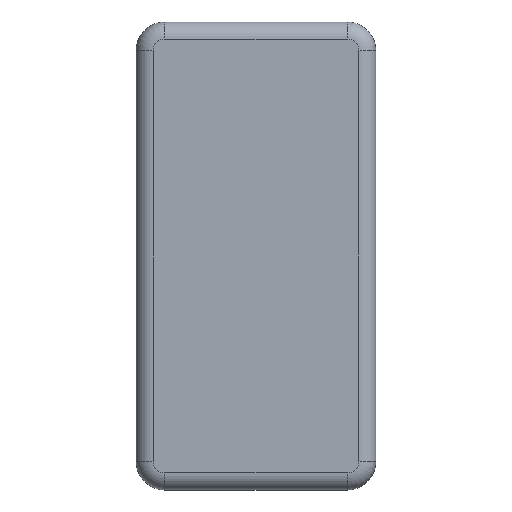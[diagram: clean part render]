
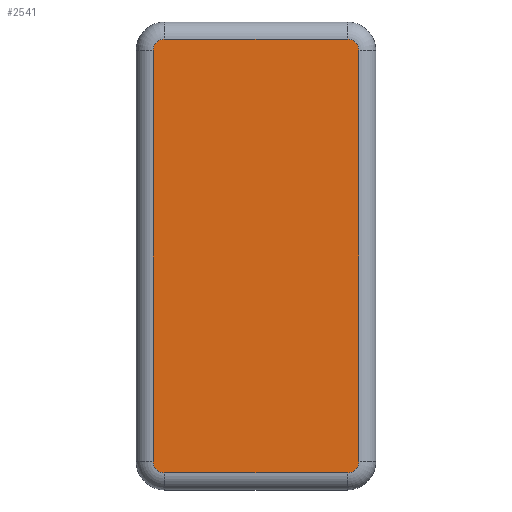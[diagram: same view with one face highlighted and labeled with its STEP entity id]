
A CAD part, left-side view. The second image highlights one B-rep face of the part: STEP entity #2541.
In plain terms, the highlighted planar face has unit normal (-1, 0, 0).
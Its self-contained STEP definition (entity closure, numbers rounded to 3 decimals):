
#82 = PLANE ( 'NONE',  #2320 ) ;
#85 = VERTEX_POINT ( 'NONE', #2510 ) ;
#111 = FACE_OUTER_BOUND ( 'NONE', #1095, .T. ) ;
#135 = AXIS2_PLACEMENT_3D ( 'NONE', #1228, #2516, #1015 ) ;
#151 = VERTEX_POINT ( 'NONE', #2432 ) ;
#217 = CARTESIAN_POINT ( 'NONE',  ( 0., 9., -18. ) ) ;
#220 = EDGE_CURVE ( 'NONE', #435, #2009, #2397, .T. ) ;
#233 = CARTESIAN_POINT ( 'NONE',  ( 0., -8., 19. ) ) ;
#258 = ORIENTED_EDGE ( 'NONE', *, *, #305, .T. ) ;
#262 = DIRECTION ( 'NONE',  ( 0., -1., 0. ) ) ;
#305 = EDGE_CURVE ( 'NONE', #562, #896, #2309, .T. ) ;
#435 = VERTEX_POINT ( 'NONE', #217 ) ;
#436 = EDGE_CURVE ( 'NONE', #1853, #562, #2375, .T. ) ;
#451 = EDGE_CURVE ( 'NONE', #2009, #85, #1893, .T. ) ;
#496 = CARTESIAN_POINT ( 'NONE',  ( 0., -8., 19. ) ) ;
#510 = CARTESIAN_POINT ( 'NONE',  ( 0., -8., -18. ) ) ;
#562 = VERTEX_POINT ( 'NONE', #876 ) ;
#566 = EDGE_CURVE ( 'NONE', #896, #435, #2427, .T. ) ;
#645 = VECTOR ( 'NONE', #2387, 1000. ) ;
#673 = CARTESIAN_POINT ( 'NONE',  ( 0., -8., -19. ) ) ;
#702 = LINE ( 'NONE', #1263, #645 ) ;
#758 = ORIENTED_EDGE ( 'NONE', *, *, #2447, .T. ) ;
#876 = CARTESIAN_POINT ( 'NONE',  ( 0., 8., 19. ) ) ;
#896 = VERTEX_POINT ( 'NONE', #1494 ) ;
#956 = DIRECTION ( 'NONE',  ( 1., 0., 0. ) ) ;
#1015 = DIRECTION ( 'NONE',  ( 0., 0., -1. ) ) ;
#1022 = VECTOR ( 'NONE', #1282, 1000. ) ;
#1095 = EDGE_LOOP ( 'NONE', ( #1485, #1301, #758, #1631, #258, #2352, #2615, #1289 ) ) ;
#1192 = DIRECTION ( 'NONE',  ( 0., 0., -1. ) ) ;
#1228 = CARTESIAN_POINT ( 'NONE',  ( 0., 8., 18. ) ) ;
#1263 = CARTESIAN_POINT ( 'NONE',  ( 0., -9., 18. ) ) ;
#1282 = DIRECTION ( 'NONE',  ( 0., 1., 0. ) ) ;
#1289 = ORIENTED_EDGE ( 'NONE', *, *, #451, .T. ) ;
#1301 = ORIENTED_EDGE ( 'NONE', *, *, #2345, .T. ) ;
#1345 = VECTOR ( 'NONE', #262, 1000. ) ;
#1367 = CARTESIAN_POINT ( 'NONE',  ( 0., 9., 18. ) ) ;
#1369 = DIRECTION ( 'NONE',  ( -1., 0., 0. ) ) ;
#1411 = DIRECTION ( 'NONE',  ( -1., 0., 0. ) ) ;
#1413 = DIRECTION ( 'NONE',  ( -1., 0., 0. ) ) ;
#1485 = ORIENTED_EDGE ( 'NONE', *, *, #1885, .T. ) ;
#1494 = CARTESIAN_POINT ( 'NONE',  ( 0., 9., 18. ) ) ;
#1527 = AXIS2_PLACEMENT_3D ( 'NONE', #510, #1411, #1192 ) ;
#1554 = AXIS2_PLACEMENT_3D ( 'NONE', #1570, #1413, #1755 ) ;
#1570 = CARTESIAN_POINT ( 'NONE',  ( 0., 8., -18. ) ) ;
#1609 = CIRCLE ( 'NONE', #1527, 1. ) ;
#1613 = CIRCLE ( 'NONE', #2705, 1. ) ;
#1624 = CARTESIAN_POINT ( 'NONE',  ( 0., 8., -19. ) ) ;
#1631 = ORIENTED_EDGE ( 'NONE', *, *, #436, .T. ) ;
#1746 = VECTOR ( 'NONE', #2171, 1000. ) ;
#1755 = DIRECTION ( 'NONE',  ( 0., 0., -1. ) ) ;
#1793 = DIRECTION ( 'NONE',  ( 0., 0., -1. ) ) ;
#1853 = VERTEX_POINT ( 'NONE', #496 ) ;
#1885 = EDGE_CURVE ( 'NONE', #85, #2438, #1609, .T. ) ;
#1893 = LINE ( 'NONE', #673, #1345 ) ;
#2009 = VERTEX_POINT ( 'NONE', #1624 ) ;
#2031 = CARTESIAN_POINT ( 'NONE',  ( 0., -8., 18. ) ) ;
#2171 = DIRECTION ( 'NONE',  ( 0., 0., -1. ) ) ;
#2202 = CARTESIAN_POINT ( 'NONE',  ( 0., -8., 18. ) ) ;
#2257 = DIRECTION ( 'NONE',  ( 0., 0., -1. ) ) ;
#2309 = CIRCLE ( 'NONE', #135, 1. ) ;
#2320 = AXIS2_PLACEMENT_3D ( 'NONE', #2031, #956, #1793 ) ;
#2345 = EDGE_CURVE ( 'NONE', #2438, #151, #702, .T. ) ;
#2352 = ORIENTED_EDGE ( 'NONE', *, *, #566, .T. ) ;
#2375 = LINE ( 'NONE', #233, #1022 ) ;
#2387 = DIRECTION ( 'NONE',  ( 0., 0., 1. ) ) ;
#2397 = CIRCLE ( 'NONE', #1554, 1. ) ;
#2427 = LINE ( 'NONE', #1367, #1746 ) ;
#2432 = CARTESIAN_POINT ( 'NONE',  ( 0., -9., 18. ) ) ;
#2438 = VERTEX_POINT ( 'NONE', #2646 ) ;
#2447 = EDGE_CURVE ( 'NONE', #151, #1853, #1613, .T. ) ;
#2510 = CARTESIAN_POINT ( 'NONE',  ( 0., -8., -19. ) ) ;
#2516 = DIRECTION ( 'NONE',  ( -1., 0., 0. ) ) ;
#2541 = ADVANCED_FACE ( 'NONE', ( #111 ), #82, .F. ) ;
#2615 = ORIENTED_EDGE ( 'NONE', *, *, #220, .T. ) ;
#2646 = CARTESIAN_POINT ( 'NONE',  ( 0., -9., -18. ) ) ;
#2705 = AXIS2_PLACEMENT_3D ( 'NONE', #2202, #1369, #2257 ) ;
